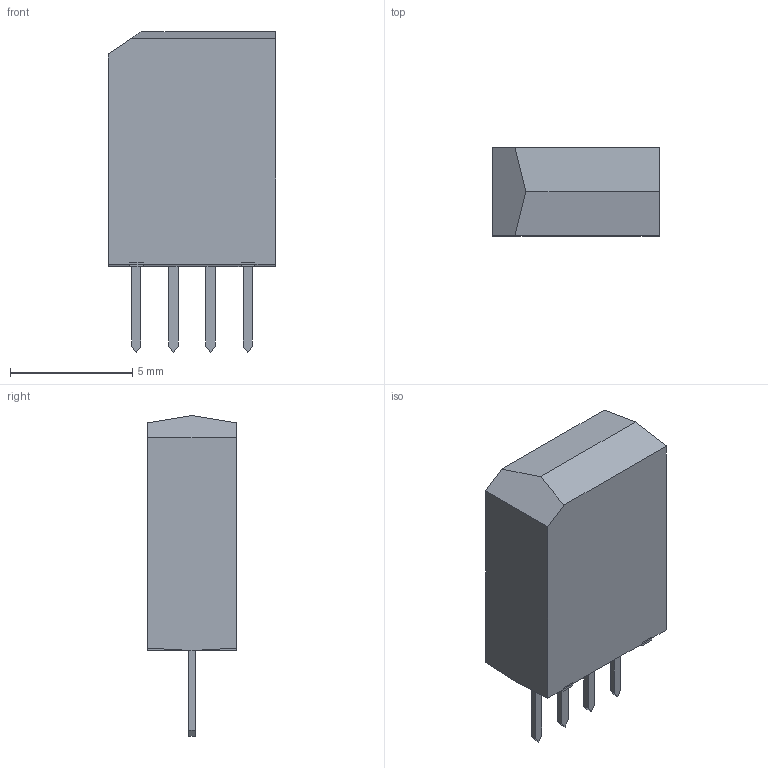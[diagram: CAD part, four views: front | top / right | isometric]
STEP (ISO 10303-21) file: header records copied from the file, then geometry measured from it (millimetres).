
FILE_DESCRIPTION(('FreeCAD Model'),'2;1');
FILE_NAME('Relay_StandexMeder_UMS.step','2018-01-09T15:56:32',('kicad StepUp'),( 'ksu MCAD'),'Open CASCADE STEP processor 6.8','FreeCAD','Unknown');
FILE_SCHEMA(('AUTOMOTIVE_DESIGN_CC2 { 1 2 10303 214 -1 1 5 4 }'));
Length unit declared in the file: millimetre
Products named in the file (1): Relay_StandexMeder_UMS
Bounding box: 6.85 x 3.6 x 13.11 mm (x, y, z)
Volume: 231.7 mm3; surface area: 258.8 mm2
Topology: 1 solids, 1 shells, 57 faces, 151 edges, 96 vertices
Faces by surface type: plane 57
Entity records: 2125 total; most frequent: CARTESIAN_POINT 305, ORIENTED_EDGE 302, DIRECTION 267, EDGE_CURVE 151, LINE 151, VECTOR 151, VERTEX_POINT 96, AXIS2_PLACEMENT_3D 58
